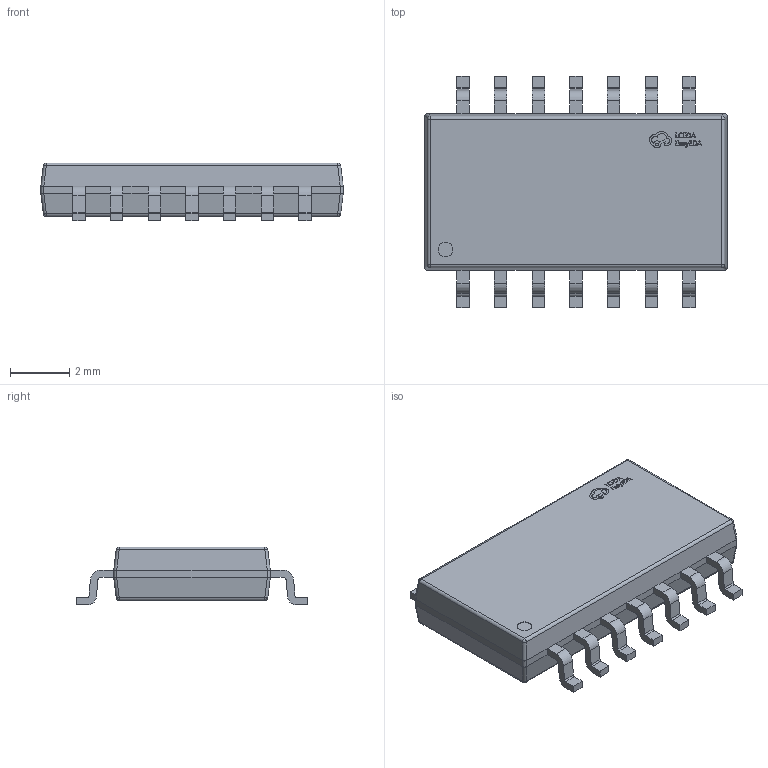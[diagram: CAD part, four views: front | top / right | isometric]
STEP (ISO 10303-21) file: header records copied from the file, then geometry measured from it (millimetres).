
FILE_DESCRIPTION (( 'STEP AP214' ), '1' );
FILE_NAME ('SO-14_L10.2-W5.3-P1.27-LS7.8-BL-1.step', '2022-07-29T06:40:59', ( '' ), ( '' ), 'SwSTEP 2.0', 'SolidWorks 2020', '' );
FILE_SCHEMA (( 'AUTOMOTIVE_DESIGN' ));
Length unit declared in the file: millimetre
Products named in the file (1): SO-14_L10.2-W5.3-P1.27-LS7.8-BL-1
Bounding box: 10.2 x 7.8 x 1.95 mm (x, y, z)
Volume: 97.5 mm3; surface area: 192.1 mm2
Topology: 1 solids, 1 shells, 465 faces, 1249 edges, 806 vertices
Faces by surface type: plane 281, bspline 98, cylinder 78, sphere 8
Entity records: 20024 total; most frequent: CARTESIAN_POINT 3899, ORIENTED_EDGE 2498, DIRECTION 1901, EDGE_CURVE 1249, LINE 885, VECTOR 885, VERTEX_POINT 806, AXIS2_PLACEMENT_3D 508
